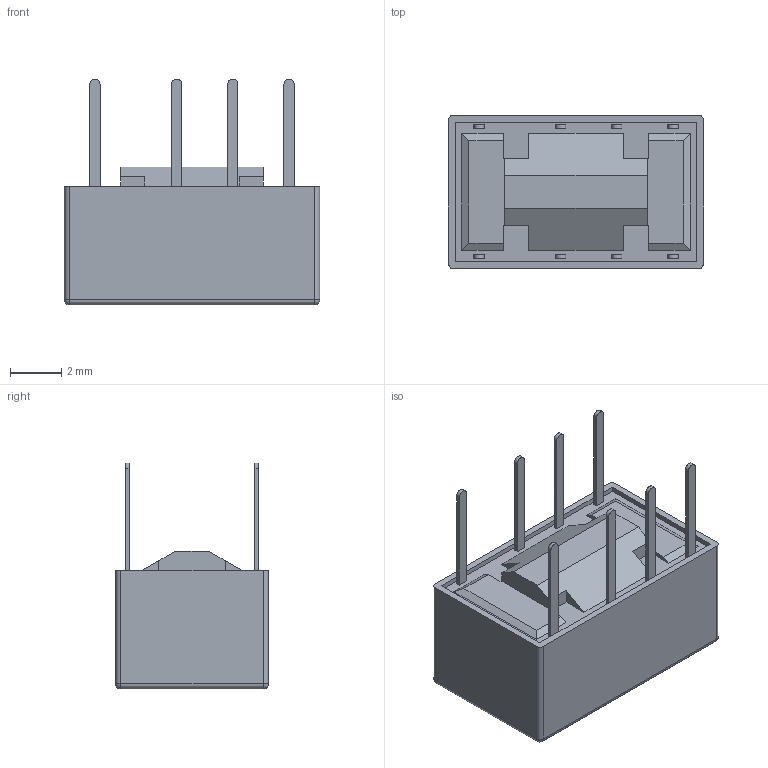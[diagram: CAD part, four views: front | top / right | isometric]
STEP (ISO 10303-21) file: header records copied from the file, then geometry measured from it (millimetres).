
FILE_DESCRIPTION((''),'2;1');
FILE_NAME('C-3-1462039-8','2022-05-24T06:48:24',('workeradm'),('TE Connectivity Ltd.'),'CREO PARAMETRIC BY PTC INC, 2021072','CREO PARAMETRIC BY PTC INC, 2021072','');
FILE_SCHEMA(('AUTOMOTIVE_DESIGN { 1 0 10303 214 1 1 1 1 }'));
Length unit declared in the file: millimetre
Products named in the file (1): C-3-1462039-8
Bounding box: 10 x 6 x 8.85 mm (x, y, z)
Volume: 285.9 mm3; surface area: 320 mm2
Topology: 1 solids, 1 shells, 94 faces, 234 edges, 153 vertices
Faces by surface type: plane 72, cylinder 19, sphere 3
Entity records: 3652 total; most frequent: CARTESIAN_POINT 483, ORIENTED_EDGE 468, DIRECTION 460, PRESENTATION_STYLE_ASSIGNMENT 235, STYLED_ITEM 235, CURVE_STYLE 234, EDGE_CURVE 234, VECTOR 196
